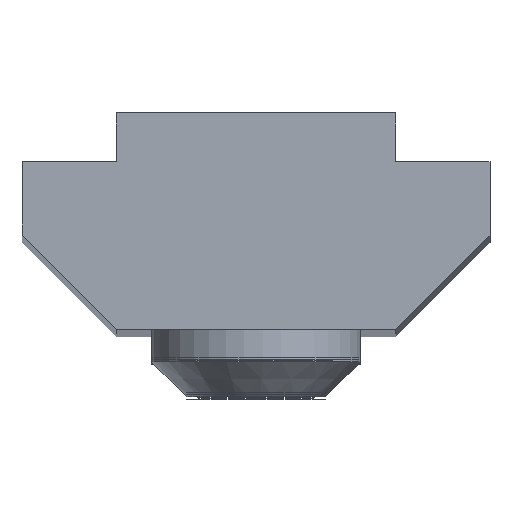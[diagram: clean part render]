
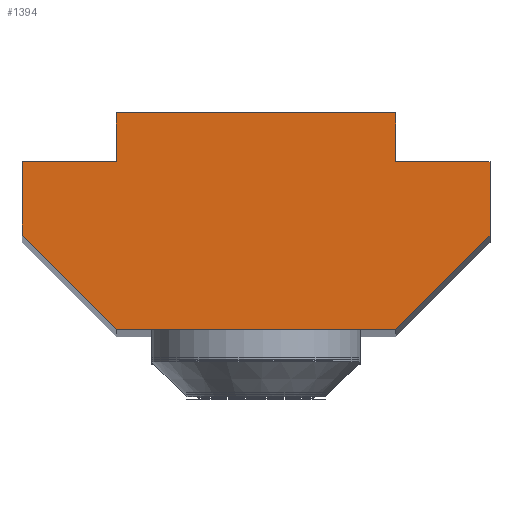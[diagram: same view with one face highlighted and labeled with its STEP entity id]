
A CAD part, top view. The second image highlights one B-rep face of the part: STEP entity #1394.
In plain terms, the highlighted planar face has unit normal (0, 0, 1).
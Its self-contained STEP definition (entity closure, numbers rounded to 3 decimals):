
#74=PLANE('',#1528);
#154=FACE_OUTER_BOUND('',#244,.T.);
#244=EDGE_LOOP('',(#1175,#1176,#1177,#1178,#1179,#1180,#1181,#1182,#1183,
#1184));
#341=LINE('',#2203,#487);
#345=LINE('',#2212,#491);
#356=LINE('',#2232,#502);
#358=LINE('',#2236,#504);
#360=LINE('',#2240,#506);
#361=LINE('',#2242,#507);
#362=LINE('',#2245,#508);
#363=LINE('',#2247,#509);
#364=LINE('',#2249,#510);
#365=LINE('',#2250,#511);
#487=VECTOR('',#1795,1000.);
#491=VECTOR('',#1801,1000.);
#502=VECTOR('',#1816,1000.);
#504=VECTOR('',#1820,1000.);
#506=VECTOR('',#1824,1000.);
#507=VECTOR('',#1827,1000.);
#508=VECTOR('',#1830,1000.);
#509=VECTOR('',#1831,1000.);
#510=VECTOR('',#1832,1000.);
#511=VECTOR('',#1833,1000.);
#687=VERTEX_POINT('',#2200);
#688=VERTEX_POINT('',#2202);
#691=VERTEX_POINT('',#2209);
#692=VERTEX_POINT('',#2211);
#699=VERTEX_POINT('',#2230);
#700=VERTEX_POINT('',#2234);
#701=VERTEX_POINT('',#2238);
#702=VERTEX_POINT('',#2244);
#703=VERTEX_POINT('',#2246);
#704=VERTEX_POINT('',#2248);
#849=EDGE_CURVE('',#688,#687,#341,.T.);
#853=EDGE_CURVE('',#692,#691,#345,.T.);
#864=EDGE_CURVE('',#691,#699,#356,.T.);
#866=EDGE_CURVE('',#699,#700,#358,.T.);
#868=EDGE_CURVE('',#700,#701,#360,.T.);
#869=EDGE_CURVE('',#701,#688,#361,.T.);
#870=EDGE_CURVE('',#687,#702,#362,.T.);
#871=EDGE_CURVE('',#702,#703,#363,.T.);
#872=EDGE_CURVE('',#703,#704,#364,.T.);
#873=EDGE_CURVE('',#704,#692,#365,.T.);
#1175=ORIENTED_EDGE('',*,*,#864,.T.);
#1176=ORIENTED_EDGE('',*,*,#866,.T.);
#1177=ORIENTED_EDGE('',*,*,#868,.T.);
#1178=ORIENTED_EDGE('',*,*,#869,.T.);
#1179=ORIENTED_EDGE('',*,*,#849,.T.);
#1180=ORIENTED_EDGE('',*,*,#870,.T.);
#1181=ORIENTED_EDGE('',*,*,#871,.T.);
#1182=ORIENTED_EDGE('',*,*,#872,.T.);
#1183=ORIENTED_EDGE('',*,*,#873,.T.);
#1184=ORIENTED_EDGE('',*,*,#853,.T.);
#1394=ADVANCED_FACE('',(#154),#74,.F.);
#1528=AXIS2_PLACEMENT_3D('',#2243,#1828,#1829);
#1795=DIRECTION('',(1.,0.,0.));
#1801=DIRECTION('',(-1.,0.,0.));
#1816=DIRECTION('',(0.,-1.,0.));
#1820=DIRECTION('',(-1.,0.,0.));
#1824=DIRECTION('',(0.,-1.,0.));
#1827=DIRECTION('',(0.707,-0.707,0.));
#1828=DIRECTION('center_axis',(0.,0.,-1.));
#1829=DIRECTION('ref_axis',(-1.,0.,0.));
#1830=DIRECTION('',(0.707,0.707,0.));
#1831=DIRECTION('',(0.,1.,0.));
#1832=DIRECTION('',(-1.,0.,0.));
#1833=DIRECTION('',(0.,1.,0.));
#2200=CARTESIAN_POINT('',(2.212,-2.455,60.506));
#2202=CARTESIAN_POINT('',(-5.788,-2.455,60.506));
#2203=CARTESIAN_POINT('',(2.212,-2.455,60.506));
#2209=CARTESIAN_POINT('',(-5.788,3.745,60.506));
#2211=CARTESIAN_POINT('',(2.212,3.745,60.506));
#2212=CARTESIAN_POINT('',(-5.788,3.745,60.506));
#2230=CARTESIAN_POINT('',(-5.788,2.345,60.506));
#2232=CARTESIAN_POINT('',(-5.788,2.345,60.506));
#2234=CARTESIAN_POINT('',(-8.488,2.345,60.506));
#2236=CARTESIAN_POINT('',(-8.488,2.345,60.506));
#2238=CARTESIAN_POINT('',(-8.488,0.245,60.506));
#2240=CARTESIAN_POINT('',(-8.488,0.245,60.506));
#2242=CARTESIAN_POINT('',(-5.788,-2.455,60.506));
#2243=CARTESIAN_POINT('Origin',(-5.788,3.745,60.506));
#2244=CARTESIAN_POINT('',(4.912,0.245,60.506));
#2245=CARTESIAN_POINT('',(4.912,0.245,60.506));
#2246=CARTESIAN_POINT('',(4.912,2.345,60.506));
#2247=CARTESIAN_POINT('',(4.912,2.345,60.506));
#2248=CARTESIAN_POINT('',(2.212,2.345,60.506));
#2249=CARTESIAN_POINT('',(2.212,2.345,60.506));
#2250=CARTESIAN_POINT('',(2.212,3.745,60.506));
